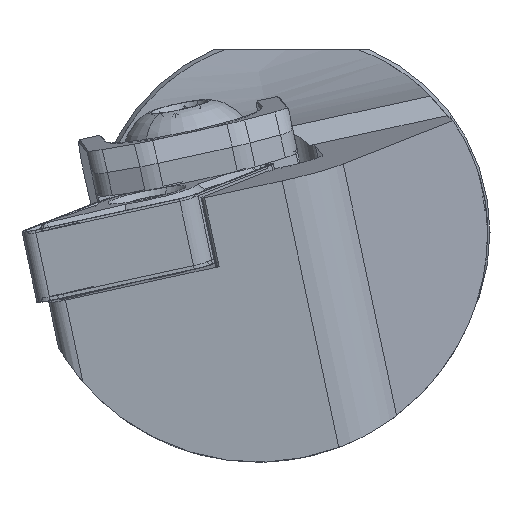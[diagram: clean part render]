
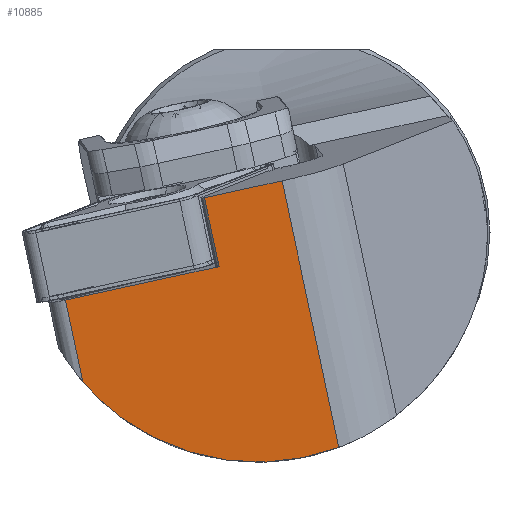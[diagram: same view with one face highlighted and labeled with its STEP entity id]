
A CAD part, left-side view. The second image highlights one B-rep face of the part: STEP entity #10885.
In plain terms, the highlighted planar face has unit normal (-0.993, -0.072, -0.091).
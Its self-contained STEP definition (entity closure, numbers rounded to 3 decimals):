
#549 = CARTESIAN_POINT ( 'NONE',  ( -329.316, -11.66, 3.104 ) ) ;
#715 = DIRECTION ( 'NONE',  ( 0.051, -0.976, 0.213 ) ) ;
#791 = EDGE_CURVE ( 'NONE', #1447, #6342, #3602, .T. ) ;
#1212 = CARTESIAN_POINT ( 'NONE',  ( -331.401, -3.15, 19.047 ) ) ;
#1299 = VECTOR ( 'NONE', #4183, 1000. ) ;
#1325 = VERTEX_POINT ( 'NONE', #549 ) ;
#1447 = VERTEX_POINT ( 'NONE', #9746 ) ;
#1496 = PLANE ( 'NONE',  #8188 ) ;
#1768 = EDGE_CURVE ( 'NONE', #1325, #5682, #7108, .T. ) ;
#1927 = EDGE_CURVE ( 'NONE', #6342, #1325, #9998, .T. ) ;
#3095 = CARTESIAN_POINT ( 'NONE',  ( -329.061, 0.903, -9.562 ) ) ;
#3141 = EDGE_LOOP ( 'NONE', ( #10160, #6897, #8461, #6472, #4612, #10320 ) ) ;
#3259 = CARTESIAN_POINT ( 'NONE',  ( -405.429, 138.901, 711.439 ) ) ;
#3503 = CARTESIAN_POINT ( 'NONE',  ( -329.614, 1.996, -4.416 ) ) ;
#3555 = VECTOR ( 'NONE', #715, 1000. ) ;
#3587 = EDGE_CURVE ( 'NONE', #5682, #3958, #10572, .T. ) ;
#3602 = LINE ( 'NONE', #1212, #8533 ) ;
#3924 = DIRECTION ( 'NONE',  ( -0.105, 0.207, 0.973 ) ) ;
#3958 = VERTEX_POINT ( 'NONE', #5393 ) ;
#3964 = LINE ( 'NONE', #5096, #3555 ) ;
#4183 = DIRECTION ( 'NONE',  ( 0.105, -0.207, -0.973 ) ) ;
#4343 = EDGE_CURVE ( 'NONE', #6418, #1447, #3964, .T. ) ;
#4347 = VECTOR ( 'NONE', #6323, 1000. ) ;
#4612 = ORIENTED_EDGE ( 'NONE', *, *, #1927, .F. ) ;
#4952 = CARTESIAN_POINT ( 'NONE',  ( -327.511, -15.232, -13.701 ) ) ;
#5096 = CARTESIAN_POINT ( 'NONE',  ( -328.85, -12.582, -1.235 ) ) ;
#5393 = CARTESIAN_POINT ( 'NONE',  ( -329.061, 0.903, -9.562 ) ) ;
#5682 = VERTEX_POINT ( 'NONE', #7024 ) ;
#5889 = CARTESIAN_POINT ( 'NONE',  ( -405.429, 138.901, 711.439 ) ) ;
#5984 = LINE ( 'NONE', #11174, #1299 ) ;
#6323 = DIRECTION ( 'NONE',  ( 0.051, -0.976, 0.213 ) ) ;
#6342 = VERTEX_POINT ( 'NONE', #7007 ) ;
#6418 = VERTEX_POINT ( 'NONE', #3503 ) ;
#6472 = ORIENTED_EDGE ( 'NONE', *, *, #1768, .F. ) ;
#6673 = CARTESIAN_POINT ( 'NONE',  ( -327.734, -9.322, -15.93 ) ) ;
#6788 = DIRECTION ( 'NONE',  ( 0.993, 0.072, 0.091 ) ) ;
#6897 = ORIENTED_EDGE ( 'NONE', *, *, #9278, .T. ) ;
#7007 = CARTESIAN_POINT ( 'NONE',  ( -329.573, -6.766, 2.036 ) ) ;
#7024 = CARTESIAN_POINT ( 'NONE',  ( -327.511, -15.232, -13.701 ) ) ;
#7108 = LINE ( 'NONE', #3259, #8337 ) ;
#7216 = FACE_OUTER_BOUND ( 'NONE', #3141, .T. ) ;
#8188 = AXIS2_PLACEMENT_3D ( 'NONE', #5889, #6788, #8406 ) ;
#8337 = VECTOR ( 'NONE', #8512, 1000. ) ;
#8406 = DIRECTION ( 'NONE',  ( 0.092, 0., -0.996 ) ) ;
#8461 = ORIENTED_EDGE ( 'NONE', *, *, #3587, .F. ) ;
#8512 = DIRECTION ( 'NONE',  ( 0.105, -0.207, -0.973 ) ) ;
#8533 = VECTOR ( 'NONE', #3924, 1000. ) ;
#9278 = EDGE_CURVE ( 'NONE', #6418, #3958, #5984, .T. ) ;
#9746 = CARTESIAN_POINT ( 'NONE',  ( -329.107, -7.688, -2.303 ) ) ;
#9998 = LINE ( 'NONE', #10676, #4347 ) ;
#10080 = CARTESIAN_POINT ( 'NONE',  ( -328.322, -3.204, -14.361 ) ) ;
#10160 = ORIENTED_EDGE ( 'NONE', *, *, #4343, .F. ) ;
#10320 = ORIENTED_EDGE ( 'NONE', *, *, #791, .F. ) ;
#10572 =( BOUNDED_CURVE ( )  B_SPLINE_CURVE ( 3, ( #4952, #6673, #10080, #3095 ),
 .UNSPECIFIED., .F., .T. ) 
 B_SPLINE_CURVE_WITH_KNOTS ( ( 4, 4 ),
 ( 3.448, 4.672 ),
 .UNSPECIFIED. ) 
 CURVE ( )  GEOMETRIC_REPRESENTATION_ITEM ( )  RATIONAL_B_SPLINE_CURVE ( ( 1., 0.879, 0.879, 1. ) ) 
 REPRESENTATION_ITEM ( '' )  );
#10676 = CARTESIAN_POINT ( 'NONE',  ( -329.324, -11.506, 3.07 ) ) ;
#10885 = ADVANCED_FACE ( 'NONE', ( #7216 ), #1496, .F. ) ;
#11174 = CARTESIAN_POINT ( 'NONE',  ( -406.193, 153.48, 708.258 ) ) ;
